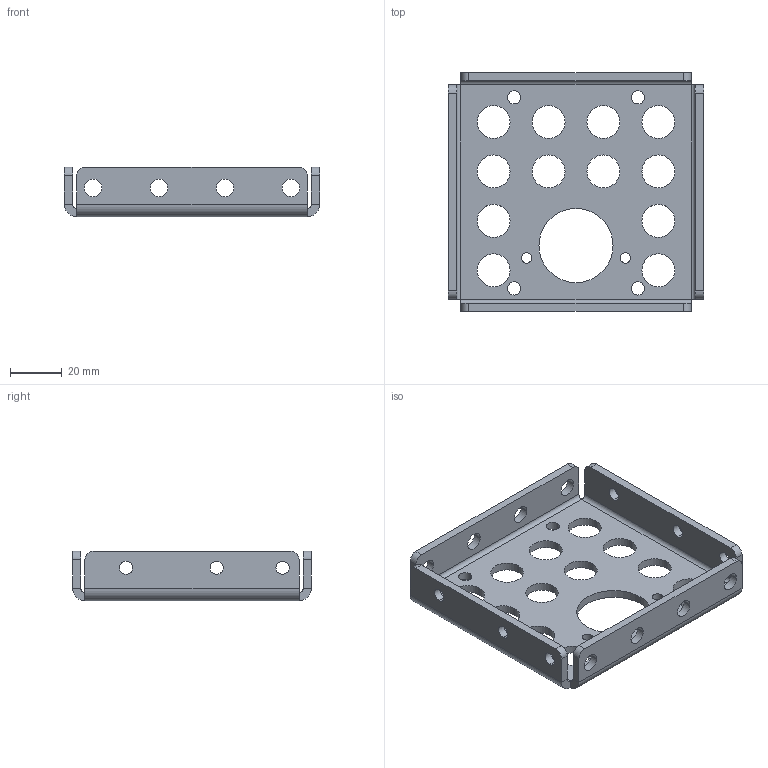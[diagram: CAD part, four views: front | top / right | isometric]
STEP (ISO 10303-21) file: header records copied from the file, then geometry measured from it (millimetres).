
FILE_DESCRIPTION (( 'STEP AP214' ), '1' );
FILE_NAME ('am-2358 RAW Box Side Plate.STEP', '2021-12-09T17:40:36', ( '' ), ( '' ), 'SwSTEP 2.0', 'SolidWorks 2021', '' );
FILE_SCHEMA (( 'AUTOMOTIVE_DESIGN' ));
Length unit declared in the file: inch
Products named in the file (1): am-2358 RAW Box Side Plate
Bounding box: 98.42 x 92.08 x 19.05 mm (x, y, z)
Volume: 35725.5 mm3; surface area: 26982 mm2
Topology: 1 solids, 1 shells, 112 faces, 298 edges, 188 vertices
Faces by surface type: cylinder 82, plane 30
Entity records: 3754 total; most frequent: DIRECTION 688, CARTESIAN_POINT 599, ORIENTED_EDGE 596, EDGE_CURVE 298, AXIS2_PLACEMENT_3D 277, VERTEX_POINT 188, EDGE_LOOP 178, CIRCLE 164
